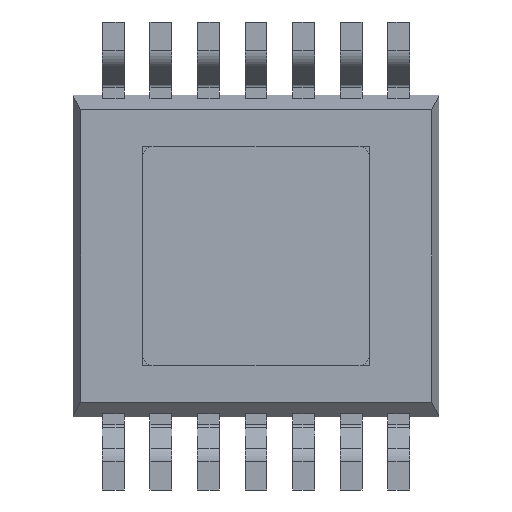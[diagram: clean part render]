
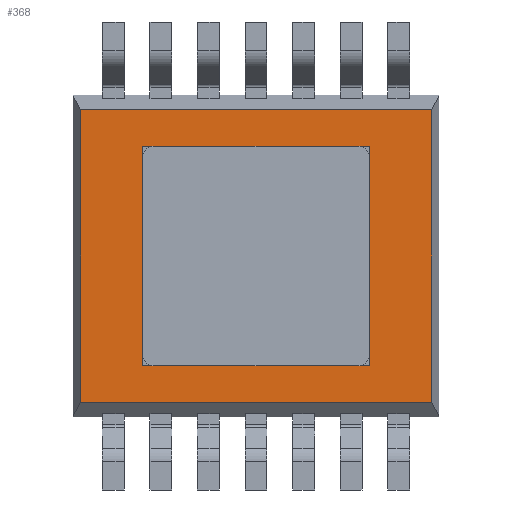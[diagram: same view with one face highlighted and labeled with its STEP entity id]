
A CAD part, front view. The second image highlights one B-rep face of the part: STEP entity #368.
In plain terms, the highlighted planar face has unit normal (0, -1, 0).
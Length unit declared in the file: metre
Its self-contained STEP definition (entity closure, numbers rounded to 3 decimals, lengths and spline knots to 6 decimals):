
#368 = ADVANCED_FACE( '', ( #875, #876 ), #877, .T. );
#875 = FACE_BOUND( '', #1523, .T. );
#876 = FACE_OUTER_BOUND( '', #1524, .T. );
#877 = PLANE( '', #1525 );
#1523 = EDGE_LOOP( '', ( #2561, #2562, #2563, #2564 ) );
#1524 = EDGE_LOOP( '', ( #2565, #2566, #2567, #2568 ) );
#1525 = AXIS2_PLACEMENT_3D( '', #2569, #2570, #2571 );
#2561 = ORIENTED_EDGE( '', *, *, #4393, .F. );
#2562 = ORIENTED_EDGE( '', *, *, #4394, .F. );
#2563 = ORIENTED_EDGE( '', *, *, #4193, .F. );
#2564 = ORIENTED_EDGE( '', *, *, #4264, .F. );
#2565 = ORIENTED_EDGE( '', *, *, #4395, .F. );
#2566 = ORIENTED_EDGE( '', *, *, #4396, .T. );
#2567 = ORIENTED_EDGE( '', *, *, #4397, .T. );
#2568 = ORIENTED_EDGE( '', *, *, #4398, .T. );
#2569 = CARTESIAN_POINT( '', ( -0.0004, 0.0001, -0.0012 ) );
#2570 = DIRECTION( '', ( 0., -1., 0. ) );
#2571 = DIRECTION( '', ( 0., 0., -1. ) );
#4193 = EDGE_CURVE( '', #5144, #5145, #5146, .T. );
#4264 = EDGE_CURVE( '', #5258, #5144, #5259, .T. );
#4393 = EDGE_CURVE( '', #5468, #5258, #5469, .T. );
#4394 = EDGE_CURVE( '', #5145, #5468, #5470, .T. );
#4395 = EDGE_CURVE( '', #5471, #5472, #5473, .T. );
#4396 = EDGE_CURVE( '', #5471, #5474, #5475, .T. );
#4397 = EDGE_CURVE( '', #5474, #5476, #5477, .T. );
#4398 = EDGE_CURVE( '', #5476, #5472, #5478, .T. );
#5144 = VERTEX_POINT( '', #6481 );
#5145 = VERTEX_POINT( '', #6482 );
#5146 = LINE( '', #6483, #6484 );
#5258 = VERTEX_POINT( '', #6639 );
#5259 = LINE( '', #6640, #6641 );
#5468 = VERTEX_POINT( '', #6924 );
#5469 = LINE( '', #6925, #6926 );
#5470 = LINE( '', #6927, #6928 );
#5471 = VERTEX_POINT( '', #6929 );
#5472 = VERTEX_POINT( '', #6930 );
#5473 = LINE( '', #6931, #6932 );
#5474 = VERTEX_POINT( '', #6933 );
#5475 = LINE( '', #6934, #6935 );
#5476 = VERTEX_POINT( '', #6936 );
#5477 = LINE( '', #6937, #6938 );
#5478 = LINE( '', #6939, #6940 );
#6481 = CARTESIAN_POINT( '', ( 0.00365, 0.0001, -0.0047 ) );
#6482 = CARTESIAN_POINT( '', ( 0.00365, 0.0001, -0.0017 ) );
#6483 = CARTESIAN_POINT( '', ( 0.00365, 0.0001, -0.0017 ) );
#6484 = VECTOR( '', #8018, 1. );
#6639 = CARTESIAN_POINT( '', ( 0.00055, 0.0001, -0.0047 ) );
#6640 = CARTESIAN_POINT( '', ( 0.00055, 0.0001, -0.0047 ) );
#6641 = VECTOR( '', #8092, 1. );
#6924 = CARTESIAN_POINT( '', ( 0.00055, 0.0001, -0.0017 ) );
#6925 = CARTESIAN_POINT( '', ( 0.00055, 0.0001, -0.0017 ) );
#6926 = VECTOR( '', #8251, 1. );
#6927 = CARTESIAN_POINT( '', ( 0.00055, 0.0001, -0.0017 ) );
#6928 = VECTOR( '', #8252, 1. );
#6929 = CARTESIAN_POINT( '', ( -0.0003, 0.0001, -0.0012 ) );
#6930 = CARTESIAN_POINT( '', ( 0.0045, 0.0001, -0.0012 ) );
#6931 = CARTESIAN_POINT( '', ( -0.0004, 0.0001, -0.0012 ) );
#6932 = VECTOR( '', #8253, 1. );
#6933 = CARTESIAN_POINT( '', ( -0.0003, 0.0001, -0.0052 ) );
#6934 = CARTESIAN_POINT( '', ( -0.0003, 0.0001, -0.0012 ) );
#6935 = VECTOR( '', #8254, 1. );
#6936 = CARTESIAN_POINT( '', ( 0.0045, 0.0001, -0.0052 ) );
#6937 = CARTESIAN_POINT( '', ( -0.0004, 0.0001, -0.0052 ) );
#6938 = VECTOR( '', #8255, 1. );
#6939 = CARTESIAN_POINT( '', ( 0.0045, 0.0001, -0.0012 ) );
#6940 = VECTOR( '', #8256, 1. );
#8018 = DIRECTION( '', ( 0., 0., 1. ) );
#8092 = DIRECTION( '', ( 1., 0., 0. ) );
#8251 = DIRECTION( '', ( 0., 0., -1. ) );
#8252 = DIRECTION( '', ( -1., 0., 0. ) );
#8253 = DIRECTION( '', ( 1., 0., 0. ) );
#8254 = DIRECTION( '', ( 0., 0., -1. ) );
#8255 = DIRECTION( '', ( 1., 0., 0. ) );
#8256 = DIRECTION( '', ( 0., 0., 1. ) );
